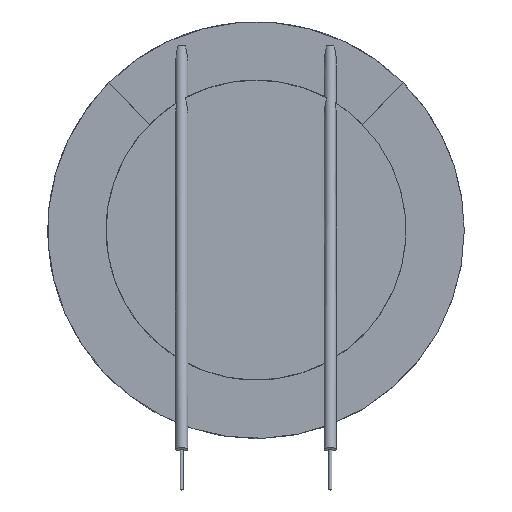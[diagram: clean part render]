
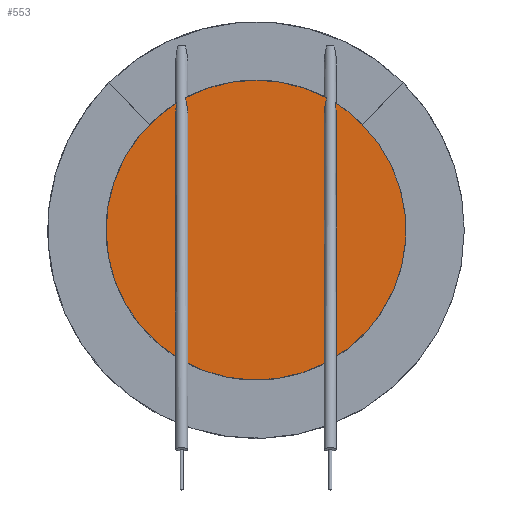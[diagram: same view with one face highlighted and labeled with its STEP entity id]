
A CAD part, top view. The second image highlights one B-rep face of the part: STEP entity #553.
In plain terms, the highlighted planar face has unit normal (0, 0, 1).
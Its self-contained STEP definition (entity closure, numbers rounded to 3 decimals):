
#117=ELLIPSE('',#614,0.862,0.223);
#118=ELLIPSE('',#616,0.862,0.223);
#173=VERTEX_POINT('',#871);
#174=VERTEX_POINT('',#872);
#175=VERTEX_POINT('',#874);
#176=VERTEX_POINT('',#876);
#210=CIRCLE('',#615,5.4);
#258=EDGE_CURVE('',#173,#174,#117,.T.);
#259=EDGE_CURVE('',#175,#174,#210,.T.);
#260=EDGE_CURVE('',#175,#176,#118,.T.);
#261=EDGE_CURVE('',#173,#176,#210,.T.);
#323=ORIENTED_EDGE('',*,*,#258,.T.);
#324=ORIENTED_EDGE('',*,*,#259,.F.);
#325=ORIENTED_EDGE('',*,*,#260,.T.);
#326=ORIENTED_EDGE('',*,*,#261,.F.);
#412=EDGE_LOOP('',(#323,#324,#325,#326));
#486=FACE_BOUND('',#412,.T.);
#553=ADVANCED_FACE('',(#486),#1022,.T.);
#613=AXIS2_PLACEMENT_3D('',#869,#718,$);
#614=AXIS2_PLACEMENT_3D('',#870,#719,#720);
#615=AXIS2_PLACEMENT_3D('',#873,#721,#722);
#616=AXIS2_PLACEMENT_3D('',#875,#723,#724);
#718=DIRECTION('',(0.,0.,1.));
#719=DIRECTION('',(0.,0.,-1.));
#720=DIRECTION('',(0.,-0.862,0.));
#721=DIRECTION('',(0.,0.,-1.));
#722=DIRECTION('',(5.4,0.,0.));
#723=DIRECTION('',(0.,0.,-1.));
#724=DIRECTION('',(0.,0.862,0.));
#869=CARTESIAN_POINT('',(0.,0.,3.5));
#870=CARTESIAN_POINT('',(2.677,4.061,3.5));
#871=CARTESIAN_POINT('',(2.854,4.584,3.5));
#872=CARTESIAN_POINT('',(2.547,4.762,3.5));
#873=CARTESIAN_POINT('',(0.,0.,3.5));
#874=CARTESIAN_POINT('',(-2.547,4.762,3.5));
#875=CARTESIAN_POINT('',(-2.677,4.061,3.5));
#876=CARTESIAN_POINT('',(-2.854,4.584,3.5));
#1022=PLANE('',#613);
